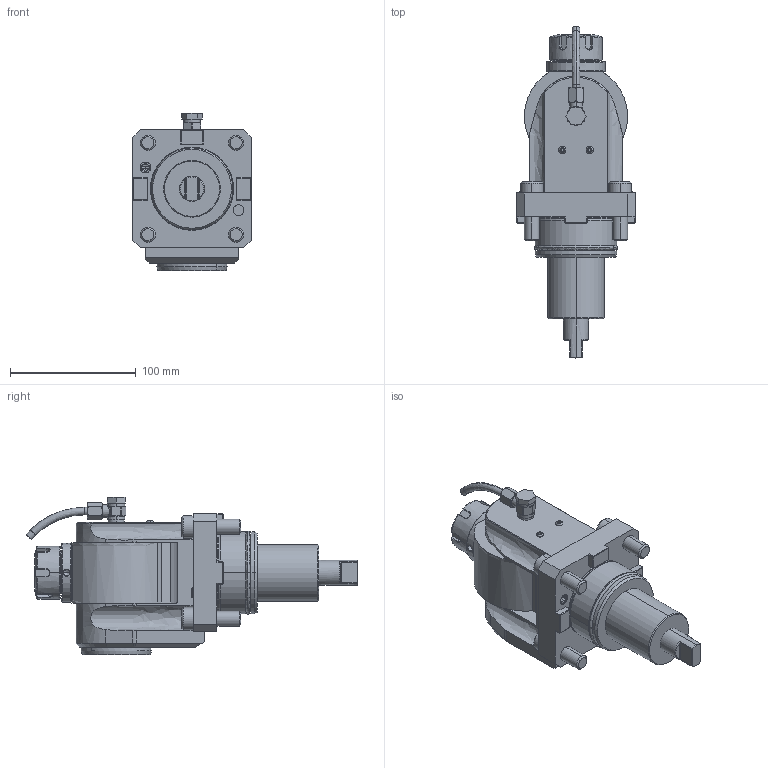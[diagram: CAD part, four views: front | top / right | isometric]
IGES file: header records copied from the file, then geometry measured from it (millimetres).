
Start section:  PTC IGES file: ngt2_65_501_25_2_do.igs
Global section: file name: ngt2_65_501_25_2_do.igs; native system: Pro/ENGINEER by Parametric Technology Corporation; preprocessor: 2010280; author: vali; organization: Unknown; date: 20230516.095431; units: millimetre
Bounding box: 94 x 263.67 x 124.9 mm (x, y, z)
Volume: 1008951.6 mm3; surface area: 103538.2 mm2
Topology: 2 solids, 4 shells, 649 faces, 1571 edges, 958 vertices
Faces by surface type: bspline 349, revolution 300
